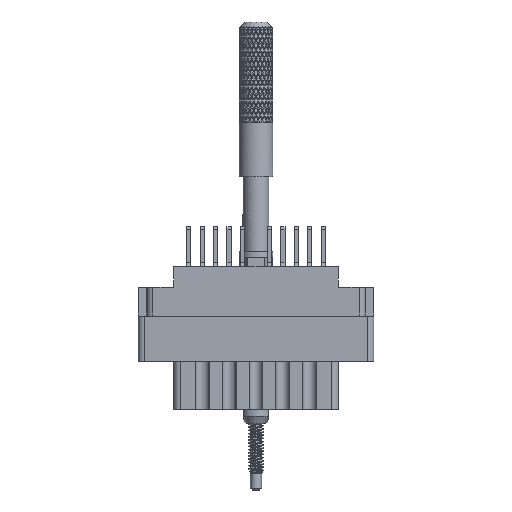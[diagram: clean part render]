
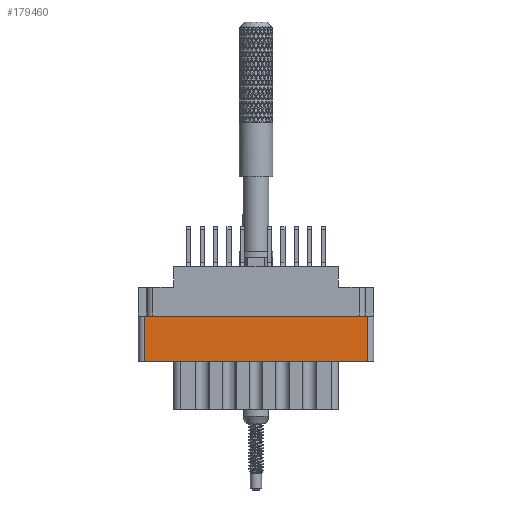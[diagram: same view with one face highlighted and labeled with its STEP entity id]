
A CAD part, front view. The second image highlights one B-rep face of the part: STEP entity #179460.
In plain terms, the highlighted planar face has unit normal (0, -1, 0).
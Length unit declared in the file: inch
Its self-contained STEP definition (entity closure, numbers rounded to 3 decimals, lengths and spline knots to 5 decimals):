
#836 = CARTESIAN_POINT ( 'NONE',  ( 0.624, -0.343, -0.529 ) ) ;
#8764 = EDGE_CURVE ( 'NONE', #22680, #72443, #168126, .T. ) ;
#9454 = EDGE_CURVE ( 'NONE', #94115, #72443, #56956, .T. ) ;
#9588 = VECTOR ( 'NONE', #179338, 39.37008 ) ;
#11632 = ORIENTED_EDGE ( 'NONE', *, *, #176654, .F. ) ;
#15440 = CARTESIAN_POINT ( 'NONE',  ( 0., -0.343, -0.277 ) ) ;
#22680 = VERTEX_POINT ( 'NONE', #23308 ) ;
#23308 = CARTESIAN_POINT ( 'NONE',  ( -0.624, -0.343, -0.277 ) ) ;
#24836 = PLANE ( 'NONE',  #159565 ) ;
#40086 = CARTESIAN_POINT ( 'NONE',  ( -0.624, -0.343, -0.798 ) ) ;
#44035 = CARTESIAN_POINT ( 'NONE',  ( -0.624, -0.343, -0.529 ) ) ;
#46845 = ORIENTED_EDGE ( 'NONE', *, *, #81484, .T. ) ;
#56956 = LINE ( 'NONE', #115479, #70535 ) ;
#63593 = EDGE_LOOP ( 'NONE', ( #94362, #46845, #11632, #162724 ) ) ;
#70535 = VECTOR ( 'NONE', #159191, 39.37008 ) ;
#72443 = VERTEX_POINT ( 'NONE', #117053 ) ;
#81484 = EDGE_CURVE ( 'NONE', #22680, #155746, #95833, .T. ) ;
#83142 = DIRECTION ( 'NONE',  ( -1., 0., 0. ) ) ;
#91972 = FACE_OUTER_BOUND ( 'NONE', #63593, .T. ) ;
#94115 = VERTEX_POINT ( 'NONE', #836 ) ;
#94362 = ORIENTED_EDGE ( 'NONE', *, *, #8764, .F. ) ;
#95833 = LINE ( 'NONE', #40086, #181984 ) ;
#100218 = DIRECTION ( 'NONE',  ( 0., 0., -1. ) ) ;
#112810 = CARTESIAN_POINT ( 'NONE',  ( -0.656, -0.343, -0.798 ) ) ;
#115479 = CARTESIAN_POINT ( 'NONE',  ( 0.624, -0.343, -0.798 ) ) ;
#117053 = CARTESIAN_POINT ( 'NONE',  ( 0.624, -0.343, -0.277 ) ) ;
#131396 = VECTOR ( 'NONE', #83142, 39.37008 ) ;
#141922 = DIRECTION ( 'NONE',  ( 0., -1., 0. ) ) ;
#155393 = CARTESIAN_POINT ( 'NONE',  ( 0., -0.343, -0.529 ) ) ;
#155746 = VERTEX_POINT ( 'NONE', #44035 ) ;
#155887 = DIRECTION ( 'NONE',  ( 0., 0., -1. ) ) ;
#159191 = DIRECTION ( 'NONE',  ( 0., 0., 1. ) ) ;
#159565 = AXIS2_PLACEMENT_3D ( 'NONE', #112810, #141922, #155887 ) ;
#162724 = ORIENTED_EDGE ( 'NONE', *, *, #9454, .T. ) ;
#168126 = LINE ( 'NONE', #15440, #9588 ) ;
#176654 = EDGE_CURVE ( 'NONE', #94115, #155746, #185838, .T. ) ;
#179338 = DIRECTION ( 'NONE',  ( 1., 0., 0. ) ) ;
#179460 = ADVANCED_FACE ( 'NONE', ( #91972 ), #24836, .T. ) ;
#181984 = VECTOR ( 'NONE', #100218, 39.37008 ) ;
#185838 = LINE ( 'NONE', #155393, #131396 ) ;
